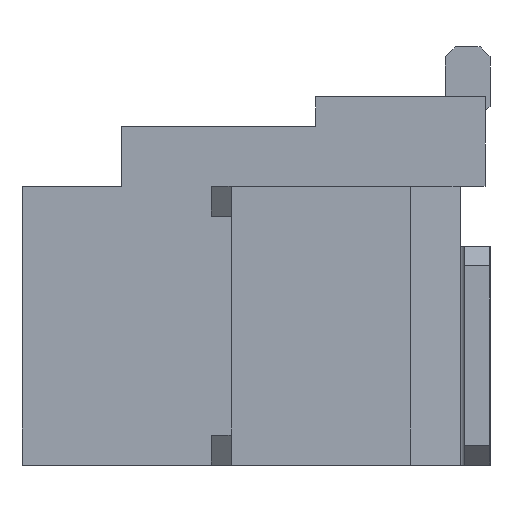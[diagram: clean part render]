
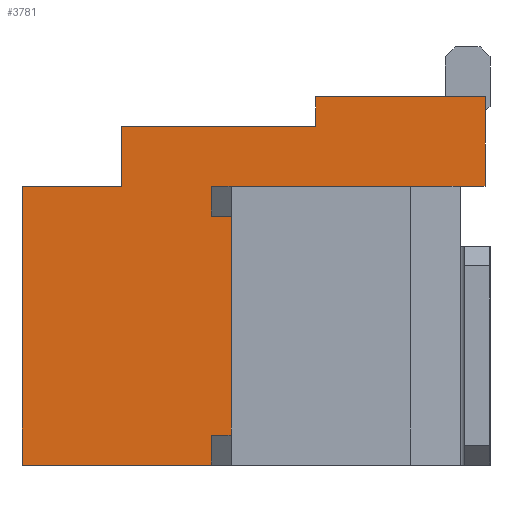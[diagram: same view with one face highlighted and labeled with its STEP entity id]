
A CAD part, left-side view. The second image highlights one B-rep face of the part: STEP entity #3781.
In plain terms, the highlighted planar face has unit normal (-1, 0, 0).
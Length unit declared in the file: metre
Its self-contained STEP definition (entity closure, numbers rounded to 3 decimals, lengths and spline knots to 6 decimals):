
#981=ORIENTED_EDGE('',*,*,#1566,.F.);
#982=ORIENTED_EDGE('',*,*,#1606,.F.);
#983=ORIENTED_EDGE('',*,*,#1275,.T.);
#984=ORIENTED_EDGE('',*,*,#1269,.T.);
#985=ORIENTED_EDGE('',*,*,#1312,.F.);
#986=ORIENTED_EDGE('',*,*,#1261,.F.);
#987=ORIENTED_EDGE('',*,*,#1273,.T.);
#988=ORIENTED_EDGE('',*,*,#1294,.T.);
#989=ORIENTED_EDGE('',*,*,#1607,.F.);
#990=ORIENTED_EDGE('',*,*,#1608,.T.);
#991=ORIENTED_EDGE('',*,*,#1609,.T.);
#992=ORIENTED_EDGE('',*,*,#1551,.T.);
#993=ORIENTED_EDGE('',*,*,#1500,.F.);
#994=ORIENTED_EDGE('',*,*,#1515,.F.);
#995=ORIENTED_EDGE('',*,*,#1519,.F.);
#1261=EDGE_CURVE('',#1747,#1748,#2141,.T.);
#1269=EDGE_CURVE('',#1754,#1753,#2149,.T.);
#1273=EDGE_CURVE('',#1747,#1757,#2153,.T.);
#1275=EDGE_CURVE('',#1758,#1754,#2155,.T.);
#1294=EDGE_CURVE('',#1757,#1772,#2174,.T.);
#1312=EDGE_CURVE('',#1748,#1753,#2192,.T.);
#1500=EDGE_CURVE('',#1903,#1904,#2362,.T.);
#1515=EDGE_CURVE('',#1914,#1903,#2377,.T.);
#1519=EDGE_CURVE('',#1917,#1914,#2381,.T.);
#1551=EDGE_CURVE('',#1939,#1904,#2413,.T.);
#1566=EDGE_CURVE('',#1946,#1917,#2428,.T.);
#1606=EDGE_CURVE('',#1758,#1946,#2468,.T.);
#1607=EDGE_CURVE('',#1971,#1772,#2469,.T.);
#1608=EDGE_CURVE('',#1971,#1972,#2470,.T.);
#1609=EDGE_CURVE('',#1972,#1939,#2471,.T.);
#1747=VERTEX_POINT('',#5281);
#1748=VERTEX_POINT('',#5283);
#1753=VERTEX_POINT('',#5297);
#1754=VERTEX_POINT('',#5299);
#1757=VERTEX_POINT('',#5306);
#1758=VERTEX_POINT('',#5311);
#1772=VERTEX_POINT('',#5348);
#1903=VERTEX_POINT('',#5759);
#1904=VERTEX_POINT('',#5760);
#1914=VERTEX_POINT('',#5788);
#1917=VERTEX_POINT('',#5798);
#1939=VERTEX_POINT('',#5863);
#1946=VERTEX_POINT('',#5890);
#1971=VERTEX_POINT('',#5969);
#1972=VERTEX_POINT('',#5971);
#2141=LINE('',#5282,#2659);
#2149=LINE('',#5298,#2667);
#2153=LINE('',#5307,#2671);
#2155=LINE('',#5310,#2673);
#2174=LINE('',#5349,#2692);
#2192=LINE('',#5385,#2710);
#2362=LINE('',#5758,#2880);
#2377=LINE('',#5789,#2895);
#2381=LINE('',#5797,#2899);
#2413=LINE('',#5862,#2931);
#2428=LINE('',#5891,#2946);
#2468=LINE('',#5966,#2986);
#2469=LINE('',#5968,#2987);
#2470=LINE('',#5970,#2988);
#2471=LINE('',#5972,#2989);
#2659=VECTOR('',#4294,1.);
#2667=VECTOR('',#4306,1.);
#2671=VECTOR('',#4312,1.);
#2673=VECTOR('',#4316,1.);
#2692=VECTOR('',#4345,1.);
#2710=VECTOR('',#4375,1.);
#2880=VECTOR('',#4715,1.);
#2895=VECTOR('',#4738,1.);
#2899=VECTOR('',#4746,1.);
#2931=VECTOR('',#4800,1.);
#2946=VECTOR('',#4827,1.);
#2986=VECTOR('',#4889,1.);
#2987=VECTOR('',#4892,1.);
#2988=VECTOR('',#4893,1.);
#2989=VECTOR('',#4894,1.);
#3202=EDGE_LOOP('',(#981,#982,#983,#984,#985,#986,#987,#988,#989,#990,#991,
#992,#993,#994,#995));
#3400=FACE_BOUND('',#3202,.T.);
#3587=PLANE('',#4006);
#3781=ADVANCED_FACE('',(#3400),#3587,.T.);
#4006=AXIS2_PLACEMENT_3D('',#5967,#4890,#4891);
#4294=DIRECTION('',(0.,-1.,0.));
#4306=DIRECTION('',(0.,-1.,0.));
#4312=DIRECTION('',(0.,0.,1.));
#4316=DIRECTION('',(0.,0.,1.));
#4345=DIRECTION('',(0.,-1.,0.));
#4375=DIRECTION('',(0.,0.,-1.));
#4715=DIRECTION('',(0.,-1.,0.));
#4738=DIRECTION('',(0.,0.,1.));
#4746=DIRECTION('',(0.,-1.,0.));
#4800=DIRECTION('',(0.,0.,-1.));
#4827=DIRECTION('',(0.,0.,1.));
#4889=DIRECTION('',(0.,1.,0.));
#4890=DIRECTION('',(-1.,0.,0.));
#4891=DIRECTION('',(0.,0.,1.));
#4892=DIRECTION('',(0.,1.,0.));
#4893=DIRECTION('',(0.,0.,1.));
#4894=DIRECTION('',(0.,1.,0.));
#5281=CARTESIAN_POINT('',(-0.002125,-0.000925,0.0009));
#5282=CARTESIAN_POINT('',(-0.002125,-0.000825,0.0009));
#5283=CARTESIAN_POINT('',(-0.002125,-0.001625,0.0009));
#5297=CARTESIAN_POINT('',(-0.002125,-0.001625,-0.0013));
#5298=CARTESIAN_POINT('',(-0.002125,-0.003675,-0.0013));
#5299=CARTESIAN_POINT('',(-0.002125,-0.000925,-0.0013));
#5306=CARTESIAN_POINT('',(-0.002125,-0.000925,0.0012));
#5307=CARTESIAN_POINT('',(-0.002125,-0.000925,0.0009));
#5310=CARTESIAN_POINT('',(-0.002125,-0.000925,-0.0016));
#5311=CARTESIAN_POINT('',(-0.002125,-0.000925,-0.0016));
#5348=CARTESIAN_POINT('',(-0.002125,-0.003425,0.0012));
#5349=CARTESIAN_POINT('',(-0.002125,-0.003675,0.0012));
#5385=CARTESIAN_POINT('',(-0.002125,-0.001625,0.));
#5758=CARTESIAN_POINT('',(-0.002125,-0.000025,0.0018));
#5759=CARTESIAN_POINT('',(-0.002125,-0.000025,0.0018));
#5760=CARTESIAN_POINT('',(-0.002125,-0.001975,0.0018));
#5788=CARTESIAN_POINT('',(-0.002125,-0.000025,0.0012));
#5789=CARTESIAN_POINT('',(-0.002125,-0.000025,0.0012));
#5797=CARTESIAN_POINT('',(-0.002125,-0.003425,0.0012));
#5798=CARTESIAN_POINT('',(-0.002125,0.000975,0.0012));
#5862=CARTESIAN_POINT('',(-0.002125,-0.001975,0.0021));
#5863=CARTESIAN_POINT('',(-0.002125,-0.001975,0.0021));
#5890=CARTESIAN_POINT('',(-0.002125,0.000975,-0.0016));
#5891=CARTESIAN_POINT('',(-0.002125,0.000975,-0.0016));
#5966=CARTESIAN_POINT('',(-0.002125,-0.000925,-0.0016));
#5967=CARTESIAN_POINT('',(-0.002125,-0.003675,-0.0016));
#5968=CARTESIAN_POINT('',(-0.002125,-0.003675,0.0012));
#5969=CARTESIAN_POINT('',(-0.002125,-0.003675,0.0012));
#5970=CARTESIAN_POINT('',(-0.002125,-0.003675,0.0012));
#5971=CARTESIAN_POINT('',(-0.002125,-0.003675,0.0021));
#5972=CARTESIAN_POINT('',(-0.002125,-0.003675,0.0021));
